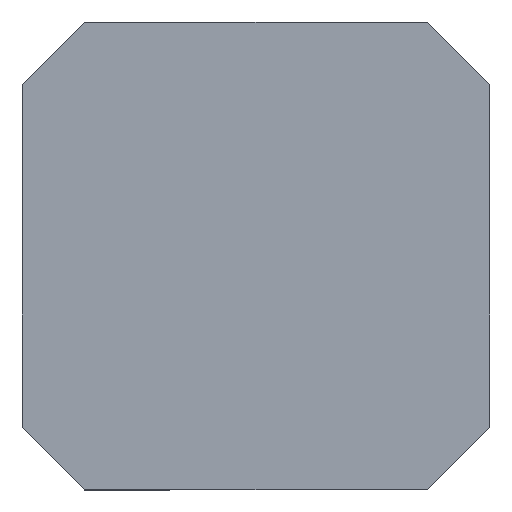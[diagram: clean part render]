
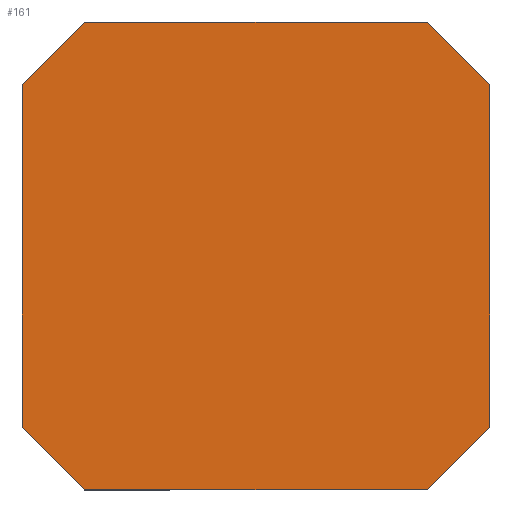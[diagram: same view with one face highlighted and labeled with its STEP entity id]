
A CAD part, top view. The second image highlights one B-rep face of the part: STEP entity #161.
In plain terms, the highlighted planar face has unit normal (0, 0, 1).
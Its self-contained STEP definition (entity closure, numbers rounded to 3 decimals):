
#161 = ADVANCED_FACE( '', ( #295 ), #296, .T. );
#295 = FACE_OUTER_BOUND( '', #427, .T. );
#296 = PLANE( '', #428 );
#427 = EDGE_LOOP( '', ( #636, #637, #638, #639, #640, #641, #642, #643 ) );
#428 = AXIS2_PLACEMENT_3D( '', #644, #645, #646 );
#636 = ORIENTED_EDGE( '', *, *, #839, .T. );
#637 = ORIENTED_EDGE( '', *, *, #894, .T. );
#638 = ORIENTED_EDGE( '', *, *, #854, .T. );
#639 = ORIENTED_EDGE( '', *, *, #871, .T. );
#640 = ORIENTED_EDGE( '', *, *, #895, .T. );
#641 = ORIENTED_EDGE( '', *, *, #859, .T. );
#642 = ORIENTED_EDGE( '', *, *, #896, .T. );
#643 = ORIENTED_EDGE( '', *, *, #818, .T. );
#644 = CARTESIAN_POINT( '', ( 0., 0., 1.2 ) );
#645 = DIRECTION( '', ( 0., 0., 1. ) );
#646 = DIRECTION( '', ( 1., 0., 0. ) );
#818 = EDGE_CURVE( '', #939, #940, #941, .F. );
#839 = EDGE_CURVE( '', #940, #976, #978, .T. );
#854 = EDGE_CURVE( '', #1002, #1003, #1004, .T. );
#859 = EDGE_CURVE( '', #1011, #1012, #1013, .F. );
#871 = EDGE_CURVE( '', #1003, #1031, #1032, .F. );
#894 = EDGE_CURVE( '', #976, #1002, #1064, .F. );
#895 = EDGE_CURVE( '', #1031, #1011, #1065, .T. );
#896 = EDGE_CURVE( '', #1012, #939, #1066, .T. );
#939 = VERTEX_POINT( '', #1118 );
#940 = VERTEX_POINT( '', #1119 );
#941 = LINE( '', #1120, #1121 );
#976 = VERTEX_POINT( '', #1172 );
#978 = LINE( '', #1175, #1176 );
#1002 = VERTEX_POINT( '', #1210 );
#1003 = VERTEX_POINT( '', #1211 );
#1004 = LINE( '', #1212, #1213 );
#1011 = VERTEX_POINT( '', #1223 );
#1012 = VERTEX_POINT( '', #1224 );
#1013 = LINE( '', #1225, #1226 );
#1031 = VERTEX_POINT( '', #1253 );
#1032 = LINE( '', #1254, #1255 );
#1064 = LINE( '', #1303, #1304 );
#1065 = LINE( '', #1305, #1306 );
#1066 = LINE( '', #1307, #1308 );
#1118 = CARTESIAN_POINT( '', ( 1.5, 1.1, 1.2 ) );
#1119 = CARTESIAN_POINT( '', ( 1.1, 1.5, 1.2 ) );
#1120 = CARTESIAN_POINT( '', ( 1.3, 1.3, 1.2 ) );
#1121 = VECTOR( '', #1374, 1000. );
#1172 = CARTESIAN_POINT( '', ( -1.1, 1.5, 1.2 ) );
#1175 = CARTESIAN_POINT( '', ( 1.5, 1.5, 1.2 ) );
#1176 = VECTOR( '', #1392, 1000. );
#1210 = CARTESIAN_POINT( '', ( -1.5, 1.1, 1.2 ) );
#1211 = CARTESIAN_POINT( '', ( -1.5, -1.1, 1.2 ) );
#1212 = CARTESIAN_POINT( '', ( -1.5, 1.5, 1.2 ) );
#1213 = VECTOR( '', #1406, 1000. );
#1223 = CARTESIAN_POINT( '', ( 1.1, -1.5, 1.2 ) );
#1224 = CARTESIAN_POINT( '', ( 1.5, -1.1, 1.2 ) );
#1225 = CARTESIAN_POINT( '', ( 1.3, -1.3, 1.2 ) );
#1226 = VECTOR( '', #1410, 1000. );
#1253 = CARTESIAN_POINT( '', ( -1.1, -1.5, 1.2 ) );
#1254 = CARTESIAN_POINT( '', ( -1.3, -1.3, 1.2 ) );
#1255 = VECTOR( '', #1420, 1000. );
#1303 = CARTESIAN_POINT( '', ( -1.3, 1.3, 1.2 ) );
#1304 = VECTOR( '', #1437, 1000. );
#1305 = CARTESIAN_POINT( '', ( -1.5, -1.5, 1.2 ) );
#1306 = VECTOR( '', #1438, 1000. );
#1307 = CARTESIAN_POINT( '', ( 1.5, -1.5, 1.2 ) );
#1308 = VECTOR( '', #1439, 1000. );
#1374 = DIRECTION( '', ( 0.707, -0.707, 0. ) );
#1392 = DIRECTION( '', ( -1., 0., 0. ) );
#1406 = DIRECTION( '', ( 0., -1., 0. ) );
#1410 = DIRECTION( '', ( -0.707, -0.707, 0. ) );
#1420 = DIRECTION( '', ( -0.707, 0.707, 0. ) );
#1437 = DIRECTION( '', ( 0.707, 0.707, 0. ) );
#1438 = DIRECTION( '', ( 1., 0., 0. ) );
#1439 = DIRECTION( '', ( 0., 1., 0. ) );
